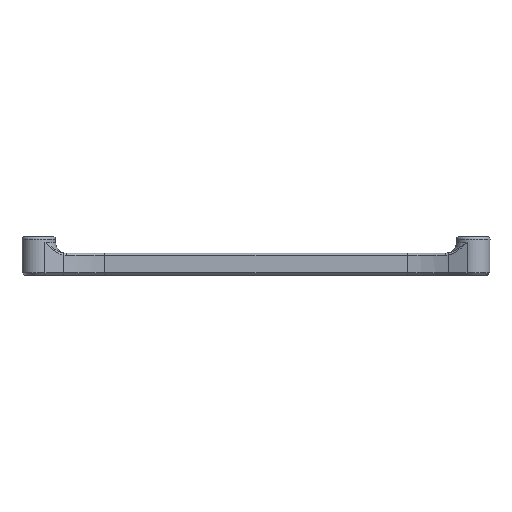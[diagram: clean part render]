
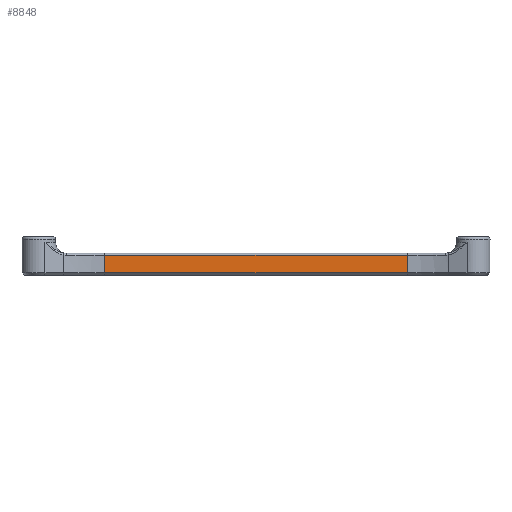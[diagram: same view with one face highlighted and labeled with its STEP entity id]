
A CAD part, left-side view. The second image highlights one B-rep face of the part: STEP entity #8848.
In plain terms, the highlighted planar face has unit normal (-1, 0, 0).
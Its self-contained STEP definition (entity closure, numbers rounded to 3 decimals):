
#1076=FACE_OUTER_BOUND('',#1615,.T.);
#1615=EDGE_LOOP('',(#6881,#6882,#6883,#6884));
#2304=LINE('',#13347,#3110);
#2324=LINE('',#13534,#3130);
#2325=LINE('',#13624,#3131);
#2326=LINE('',#13626,#3132);
#3110=VECTOR('',#10337,10.);
#3130=VECTOR('',#10443,10.);
#3131=VECTOR('',#10456,10.);
#3132=VECTOR('',#10459,10.);
#3924=VERTEX_POINT('',#13333);
#3928=VERTEX_POINT('',#13345);
#3951=VERTEX_POINT('',#13446);
#3956=VERTEX_POINT('',#13532);
#4950=EDGE_CURVE('',#3928,#3924,#2304,.T.);
#5001=EDGE_CURVE('',#3951,#3956,#2324,.T.);
#5010=EDGE_CURVE('',#3956,#3928,#2325,.T.);
#5011=EDGE_CURVE('',#3924,#3951,#2326,.T.);
#6881=ORIENTED_EDGE('',*,*,#4950,.F.);
#6882=ORIENTED_EDGE('',*,*,#5010,.F.);
#6883=ORIENTED_EDGE('',*,*,#5001,.F.);
#6884=ORIENTED_EDGE('',*,*,#5011,.F.);
#8499=PLANE('',#9356);
#8848=ADVANCED_FACE('',(#1076),#8499,.T.);
#9356=AXIS2_PLACEMENT_3D('',#13625,#10457,#10458);
#10337=DIRECTION('',(0.,1.,0.));
#10443=DIRECTION('',(0.,-1.,0.));
#10456=DIRECTION('',(0.,0.,-1.));
#10457=DIRECTION('center_axis',(-1.,0.,0.));
#10458=DIRECTION('ref_axis',(0.,-1.,0.));
#10459=DIRECTION('',(0.,0.,1.));
#13333=CARTESIAN_POINT('',(64.602,65.852,0.4));
#13345=CARTESIAN_POINT('',(64.602,10.619,0.4));
#13347=CARTESIAN_POINT('',(64.602,53.986,0.4));
#13446=CARTESIAN_POINT('',(64.602,65.852,3.6));
#13532=CARTESIAN_POINT('',(64.602,10.619,3.6));
#13534=CARTESIAN_POINT('',(64.602,53.986,3.6));
#13624=CARTESIAN_POINT('',(64.602,10.619,0.));
#13625=CARTESIAN_POINT('Origin',(64.602,69.736,0.));
#13626=CARTESIAN_POINT('',(64.602,65.852,0.));
